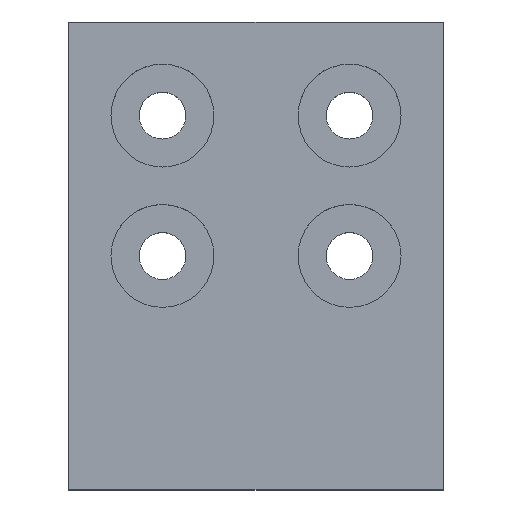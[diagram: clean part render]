
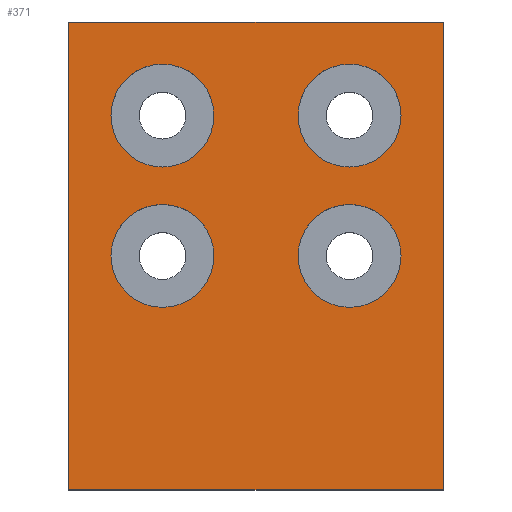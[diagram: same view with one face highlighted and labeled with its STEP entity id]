
A CAD part, top view. The second image highlights one B-rep face of the part: STEP entity #371.
In plain terms, the highlighted planar face has unit normal (0, 0, 1).
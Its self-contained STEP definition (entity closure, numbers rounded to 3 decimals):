
#7 = AXIS2_PLACEMENT_3D ( 'NONE', #937, #517, #676 ) ;
#8 = DIRECTION ( 'NONE',  ( 0., 1., 0. ) ) ;
#18 = EDGE_CURVE ( 'NONE', #287, #973, #375, .T. ) ;
#28 = DIRECTION ( 'NONE',  ( 0., 0., 1. ) ) ;
#40 = CARTESIAN_POINT ( 'NONE',  ( 0., 0., 10. ) ) ;
#49 = DIRECTION ( 'NONE',  ( 0., 0., -1. ) ) ;
#53 = AXIS2_PLACEMENT_3D ( 'NONE', #998, #1093, #820 ) ;
#54 = VERTEX_POINT ( 'NONE', #1092 ) ;
#68 = CARTESIAN_POINT ( 'NONE',  ( 24.5, 40., 10. ) ) ;
#144 = DIRECTION ( 'NONE',  ( 1., 0., 0. ) ) ;
#167 = EDGE_CURVE ( 'NONE', #1046, #555, #950, .T. ) ;
#177 = CARTESIAN_POINT ( 'NONE',  ( 40., 50., 10. ) ) ;
#189 = DIRECTION ( 'NONE',  ( 1., 0., 0. ) ) ;
#194 = CARTESIAN_POINT ( 'NONE',  ( 0., 0., 10. ) ) ;
#201 = PLANE ( 'NONE',  #237 ) ;
#210 = CARTESIAN_POINT ( 'NONE',  ( 0., 0., 10. ) ) ;
#237 = AXIS2_PLACEMENT_3D ( 'NONE', #210, #49, #783 ) ;
#238 = CIRCLE ( 'NONE', #7, 5.5 ) ;
#262 = VERTEX_POINT ( 'NONE', #911 ) ;
#265 = CARTESIAN_POINT ( 'NONE',  ( 4.5, 40., 10. ) ) ;
#266 = CIRCLE ( 'NONE', #518, 5.5 ) ;
#278 = ORIENTED_EDGE ( 'NONE', *, *, #624, .F. ) ;
#282 = DIRECTION ( 'NONE',  ( 1., 0., 0. ) ) ;
#287 = VERTEX_POINT ( 'NONE', #825 ) ;
#296 = FACE_BOUND ( 'NONE', #932, .T. ) ;
#328 = DIRECTION ( 'NONE',  ( 0., 0., 1. ) ) ;
#341 = AXIS2_PLACEMENT_3D ( 'NONE', #797, #380, #960 ) ;
#343 = ORIENTED_EDGE ( 'NONE', *, *, #634, .F. ) ;
#344 = VECTOR ( 'NONE', #8, 1000. ) ;
#362 = ORIENTED_EDGE ( 'NONE', *, *, #873, .F. ) ;
#365 = CARTESIAN_POINT ( 'NONE',  ( 10., 40., 10. ) ) ;
#371 = ADVANCED_FACE ( 'NONE', ( #696, #296, #745, #805, #439 ), #201, .F. ) ;
#372 = VECTOR ( 'NONE', #868, 1000. ) ;
#375 = LINE ( 'NONE', #673, #344 ) ;
#380 = DIRECTION ( 'NONE',  ( 0., 0., 1. ) ) ;
#385 = EDGE_CURVE ( 'NONE', #407, #287, #1085, .T. ) ;
#393 = ORIENTED_EDGE ( 'NONE', *, *, #1042, .F. ) ;
#401 = CARTESIAN_POINT ( 'NONE',  ( 4.5, 25., 10. ) ) ;
#407 = VERTEX_POINT ( 'NONE', #194 ) ;
#411 = EDGE_CURVE ( 'NONE', #713, #54, #576, .T. ) ;
#421 = DIRECTION ( 'NONE',  ( -1., 0., 0. ) ) ;
#439 = FACE_OUTER_BOUND ( 'NONE', #1063, .T. ) ;
#456 = ORIENTED_EDGE ( 'NONE', *, *, #167, .F. ) ;
#467 = DIRECTION ( 'NONE',  ( 0., 0., 1. ) ) ;
#517 = DIRECTION ( 'NONE',  ( 0., 0., 1. ) ) ;
#518 = AXIS2_PLACEMENT_3D ( 'NONE', #969, #625, #617 ) ;
#529 = EDGE_LOOP ( 'NONE', ( #362, #702 ) ) ;
#535 = CARTESIAN_POINT ( 'NONE',  ( 0., 0., 10. ) ) ;
#548 = CIRCLE ( 'NONE', #616, 5.5 ) ;
#555 = VERTEX_POINT ( 'NONE', #401 ) ;
#576 = CIRCLE ( 'NONE', #1029, 5.5 ) ;
#579 = CARTESIAN_POINT ( 'NONE',  ( 30., 25., 10. ) ) ;
#601 = ORIENTED_EDGE ( 'NONE', *, *, #818, .T. ) ;
#610 = EDGE_CURVE ( 'NONE', #555, #1046, #743, .T. ) ;
#611 = DIRECTION ( 'NONE',  ( 1., 0., 0. ) ) ;
#616 = AXIS2_PLACEMENT_3D ( 'NONE', #365, #28, #611 ) ;
#617 = DIRECTION ( 'NONE',  ( 1., 0., 0. ) ) ;
#619 = VECTOR ( 'NONE', #421, 1000. ) ;
#624 = EDGE_CURVE ( 'NONE', #905, #679, #939, .T. ) ;
#625 = DIRECTION ( 'NONE',  ( 0., 0., 1. ) ) ;
#629 = ORIENTED_EDGE ( 'NONE', *, *, #666, .F. ) ;
#634 = EDGE_CURVE ( 'NONE', #1049, #262, #685, .T. ) ;
#653 = DIRECTION ( 'NONE',  ( 0., 0., 1. ) ) ;
#666 = EDGE_CURVE ( 'NONE', #262, #1049, #238, .T. ) ;
#673 = CARTESIAN_POINT ( 'NONE',  ( 40., 0., 10. ) ) ;
#676 = DIRECTION ( 'NONE',  ( 1., 0., 0. ) ) ;
#679 = VERTEX_POINT ( 'NONE', #68 ) ;
#685 = CIRCLE ( 'NONE', #882, 5.5 ) ;
#696 = FACE_BOUND ( 'NONE', #946, .T. ) ;
#697 = CARTESIAN_POINT ( 'NONE',  ( 0., 50., 10. ) ) ;
#702 = ORIENTED_EDGE ( 'NONE', *, *, #411, .F. ) ;
#709 = CARTESIAN_POINT ( 'NONE',  ( 15.5, 25., 10. ) ) ;
#713 = VERTEX_POINT ( 'NONE', #265 ) ;
#743 = CIRCLE ( 'NONE', #748, 5.5 ) ;
#745 = FACE_BOUND ( 'NONE', #821, .T. ) ;
#746 = DIRECTION ( 'NONE',  ( 1., 0., 0. ) ) ;
#748 = AXIS2_PLACEMENT_3D ( 'NONE', #827, #328, #746 ) ;
#755 = ORIENTED_EDGE ( 'NONE', *, *, #385, .T. ) ;
#770 = CARTESIAN_POINT ( 'NONE',  ( 0., 50., 10. ) ) ;
#783 = DIRECTION ( 'NONE',  ( -1., 0., 0. ) ) ;
#791 = CARTESIAN_POINT ( 'NONE',  ( 35.5, 25., 10. ) ) ;
#795 = EDGE_CURVE ( 'NONE', #973, #949, #912, .T. ) ;
#797 = CARTESIAN_POINT ( 'NONE',  ( 10., 25., 10. ) ) ;
#805 = FACE_BOUND ( 'NONE', #529, .T. ) ;
#814 = LINE ( 'NONE', #535, #372 ) ;
#818 = EDGE_CURVE ( 'NONE', #949, #407, #814, .T. ) ;
#820 = DIRECTION ( 'NONE',  ( 1., 0., 0. ) ) ;
#821 = EDGE_LOOP ( 'NONE', ( #278, #393 ) ) ;
#825 = CARTESIAN_POINT ( 'NONE',  ( 40., 0., 10. ) ) ;
#827 = CARTESIAN_POINT ( 'NONE',  ( 10., 25., 10. ) ) ;
#831 = VECTOR ( 'NONE', #189, 1000. ) ;
#868 = DIRECTION ( 'NONE',  ( 0., -1., 0. ) ) ;
#873 = EDGE_CURVE ( 'NONE', #54, #713, #548, .T. ) ;
#878 = CARTESIAN_POINT ( 'NONE',  ( 10., 40., 10. ) ) ;
#882 = AXIS2_PLACEMENT_3D ( 'NONE', #579, #653, #144 ) ;
#905 = VERTEX_POINT ( 'NONE', #1035 ) ;
#911 = CARTESIAN_POINT ( 'NONE',  ( 24.5, 25., 10. ) ) ;
#912 = LINE ( 'NONE', #770, #619 ) ;
#917 = ORIENTED_EDGE ( 'NONE', *, *, #18, .T. ) ;
#932 = EDGE_LOOP ( 'NONE', ( #343, #629 ) ) ;
#937 = CARTESIAN_POINT ( 'NONE',  ( 30., 25., 10. ) ) ;
#939 = CIRCLE ( 'NONE', #53, 5.5 ) ;
#946 = EDGE_LOOP ( 'NONE', ( #456, #999 ) ) ;
#949 = VERTEX_POINT ( 'NONE', #697 ) ;
#950 = CIRCLE ( 'NONE', #341, 5.5 ) ;
#960 = DIRECTION ( 'NONE',  ( 1., 0., 0. ) ) ;
#966 = ORIENTED_EDGE ( 'NONE', *, *, #795, .T. ) ;
#969 = CARTESIAN_POINT ( 'NONE',  ( 30., 40., 10. ) ) ;
#973 = VERTEX_POINT ( 'NONE', #177 ) ;
#998 = CARTESIAN_POINT ( 'NONE',  ( 30., 40., 10. ) ) ;
#999 = ORIENTED_EDGE ( 'NONE', *, *, #610, .F. ) ;
#1029 = AXIS2_PLACEMENT_3D ( 'NONE', #878, #467, #282 ) ;
#1035 = CARTESIAN_POINT ( 'NONE',  ( 35.5, 40., 10. ) ) ;
#1042 = EDGE_CURVE ( 'NONE', #679, #905, #266, .T. ) ;
#1046 = VERTEX_POINT ( 'NONE', #709 ) ;
#1049 = VERTEX_POINT ( 'NONE', #791 ) ;
#1063 = EDGE_LOOP ( 'NONE', ( #601, #755, #917, #966 ) ) ;
#1085 = LINE ( 'NONE', #40, #831 ) ;
#1092 = CARTESIAN_POINT ( 'NONE',  ( 15.5, 40., 10. ) ) ;
#1093 = DIRECTION ( 'NONE',  ( 0., 0., 1. ) ) ;
